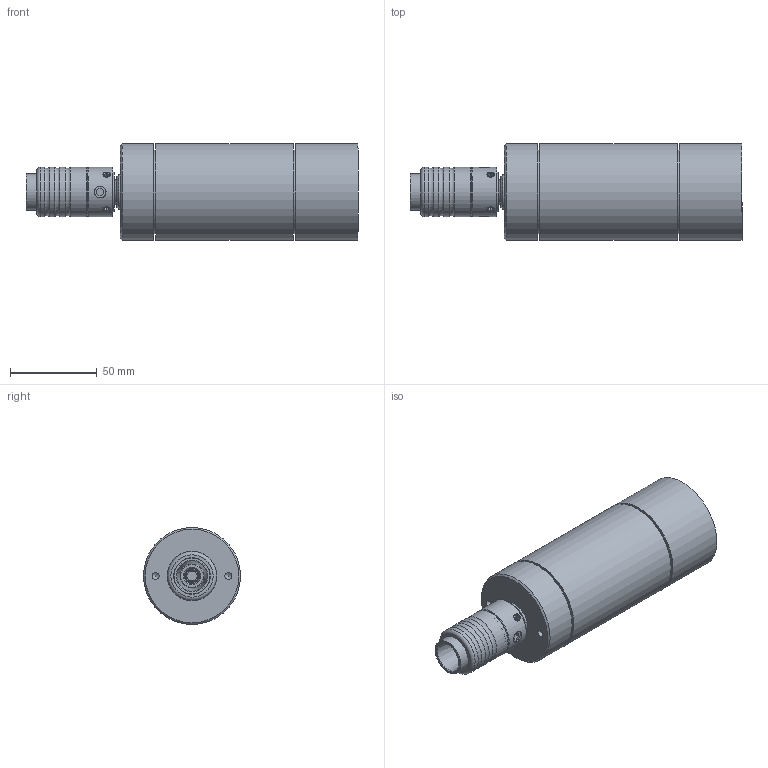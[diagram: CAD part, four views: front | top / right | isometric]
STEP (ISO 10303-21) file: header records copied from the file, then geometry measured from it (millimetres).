
FILE_DESCRIPTION(/* description */ (''),/* implementation_level */ '2;1');
FILE_NAME(/* name */ 'EBMU 40-4800 WS_60038297.stp',/* time_stamp */ '2014-11-06T12:53:01+01:00',/* author */ ('tpeskos'),/* organization */ (''),/* preprocessor_version */ 'ST-DEVELOPER v15.2',/* originating_system */ 'Autodesk Inventor 2014',/* authorisation */ '');
FILE_SCHEMA (('AUTOMOTIVE_DESIGN { 1 0 10303 214 3 1 1 }'));
Length unit declared in the file: millimetre
Products named in the file (1): Bauteil95
Bounding box: 191.7 x 56 x 56 mm (x, y, z)
Volume: 358596.3 mm3; surface area: 43137.8 mm2
Topology: 1 solids, 15 shells, 284 faces, 632 edges, 411 vertices
Faces by surface type: plane 125, cylinder 87, cone 31, torus 23, sphere 10, bspline 8
Full cylindrical faces by diameter (mm): 4 x2, 4.2 x4, 5 x4, 5.7 x1, 6.8 x2, 6.9 x1, 9 x1, 11.2 x1, 11.445 x2, 13.9 x1, 14 x2, 14.95 x1, 19.95 x1, 21 x2, 21.252 x1, 23 x1, 23.543 x1, 26 x5, 27.213 x2, 27.3 x2, 28.4 x4, 28.6 x1, 48.178 x2, 48.376 x1, 56 x3
Entity records: 8611 total; most frequent: CARTESIAN_POINT 2592, DIRECTION 1169, ORIENTED_EDGE 980, EDGE_CURVE 488, AXIS2_PLACEMENT_3D 459, EDGE_LOOP 440, VERTEX_POINT 366, ADVANCED_FACE 284
